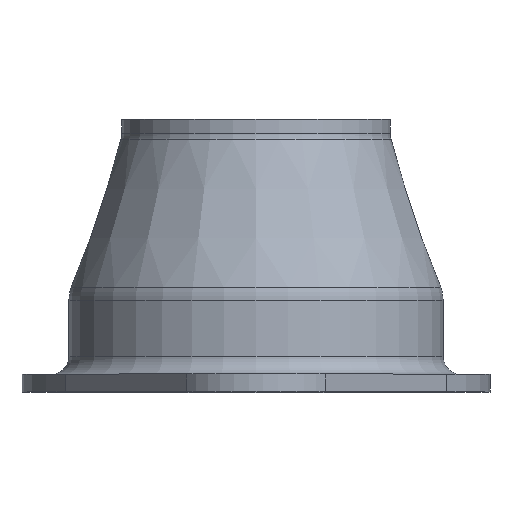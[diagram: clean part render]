
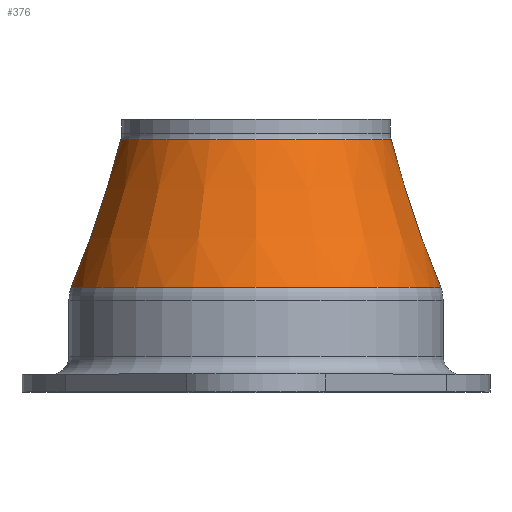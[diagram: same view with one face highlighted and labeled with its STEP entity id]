
A CAD part, top view. The second image highlights one B-rep face of the part: STEP entity #376.
In plain terms, the highlighted conical face has half-angle 18.631 degrees and reference radius 23.871 mm.
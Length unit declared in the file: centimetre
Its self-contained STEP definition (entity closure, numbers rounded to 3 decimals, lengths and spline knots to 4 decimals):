
#19=CONICAL_SURFACE('',#428,2.3871,0.325);
#84=FACE_BOUND('',#154,.T.);
#109=FACE_OUTER_BOUND('',#153,.T.);
#153=EDGE_LOOP('',(#339));
#154=EDGE_LOOP('',(#340));
#181=CIRCLE('',#427,2.0157);
#182=CIRCLE('',#429,2.7586);
#215=VERTEX_POINT('',#647);
#216=VERTEX_POINT('',#650);
#257=EDGE_CURVE('',#215,#215,#181,.T.);
#258=EDGE_CURVE('',#216,#216,#182,.T.);
#339=ORIENTED_EDGE('',*,*,#257,.T.);
#340=ORIENTED_EDGE('',*,*,#258,.T.);
#376=ADVANCED_FACE('',(#109,#84),#19,.T.);
#427=AXIS2_PLACEMENT_3D('',#648,#543,#544);
#428=AXIS2_PLACEMENT_3D('',#649,#545,#546);
#429=AXIS2_PLACEMENT_3D('',#651,#547,#548);
#543=DIRECTION('center_axis',(0.,-1.,0.));
#544=DIRECTION('ref_axis',(0.,0.,1.));
#545=DIRECTION('center_axis',(0.,-1.,0.));
#546=DIRECTION('ref_axis',(0.,0.,1.));
#547=DIRECTION('center_axis',(0.,1.,0.));
#548=DIRECTION('ref_axis',(0.,0.,1.));
#647=CARTESIAN_POINT('',(0.,3.7607,2.0157));
#648=CARTESIAN_POINT('Origin',(0.,3.7607,0.));
#649=CARTESIAN_POINT('Origin',(0.,2.659,0.));
#650=CARTESIAN_POINT('',(0.,1.5573,-2.7586));
#651=CARTESIAN_POINT('Origin',(0.,1.5573,0.));
